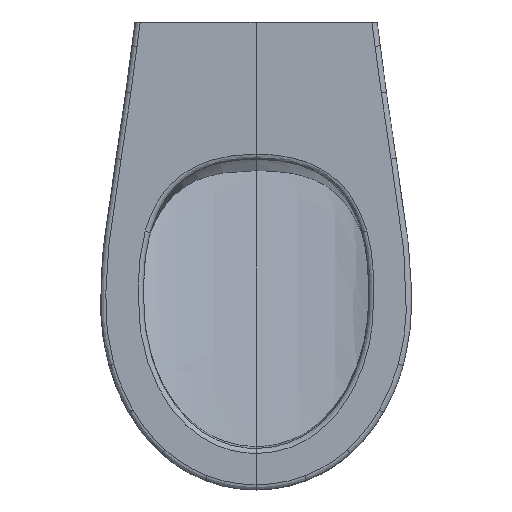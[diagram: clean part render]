
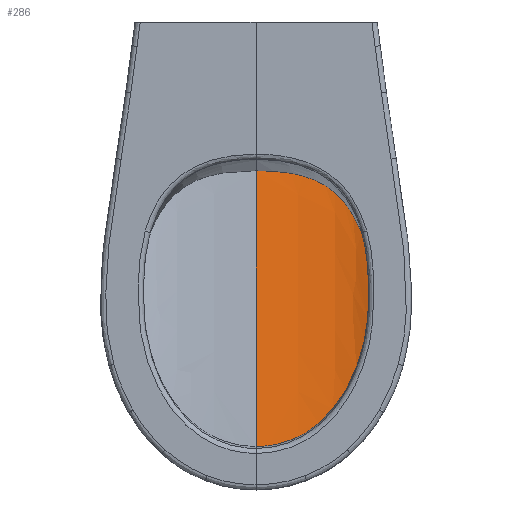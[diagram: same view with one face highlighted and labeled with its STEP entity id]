
A CAD part, top view. The second image highlights one B-rep face of the part: STEP entity #286.
In plain terms, the highlighted face is a extrusion surface.
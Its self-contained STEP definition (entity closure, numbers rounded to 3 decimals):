
#43=SURFACE_OF_LINEAR_EXTRUSION('',#2524,#45);
#45=VECTOR('',#2540,1.);
#286=ADVANCED_FACE('',(#535),#43,.F.);
#535=FACE_OUTER_BOUND('',#678,.T.);
#678=EDGE_LOOP('',(#1484,#1485,#1486,#1487));
#1484=ORIENTED_EDGE('',*,*,#2176,.F.);
#1485=ORIENTED_EDGE('',*,*,#2177,.T.);
#1486=ORIENTED_EDGE('',*,*,#1983,.T.);
#1487=ORIENTED_EDGE('',*,*,#2178,.F.);
#1647=VERTEX_POINT('',#21344);
#1648=VERTEX_POINT('',#21347);
#1769=VERTEX_POINT('',#40798);
#1770=VERTEX_POINT('',#40799);
#1983=EDGE_CURVE('',#1648,#1647,#2360,.T.);
#2176=EDGE_CURVE('',#1769,#1770,#2521,.T.);
#2177=EDGE_CURVE('',#1769,#1648,#2522,.T.);
#2178=EDGE_CURVE('',#1770,#1647,#2523,.T.);
#2360=B_SPLINE_CURVE_WITH_KNOTS('',1,(#21345,#21346),.UNSPECIFIED.,.F.,
 .F.,(2,2),(0.,1.),.UNSPECIFIED.);
#2521=B_SPLINE_CURVE_WITH_KNOTS('',3,(#40766,#40767,#40768,#40769,#40770,
#40771,#40772,#40773,#40774,#40775,#40776,#40777,#40778,#40779,#40780,#40781,
#40782,#40783,#40784,#40785,#40786,#40787,#40788,#40789,#40790,#40791,#40792,
#40793,#40794,#40795,#40796,#40797),.UNSPECIFIED.,.F.,.F.,(4,2,2,2,2,2,
2,2,2,2,2,2,2,2,2,4),(0.,0.062,0.125,0.188,0.25,0.313,0.375,
0.438,0.5,0.563,0.625,0.75,0.813,0.875,0.938,1.),.UNSPECIFIED.);
#2522=B_SPLINE_CURVE_WITH_KNOTS('',3,(#40800,#40801,#40802,#40803,#40804,
#40805,#40806,#40807,#40808,#40809,#40810,#40811,#40812),.UNSPECIFIED.,
 .F.,.F.,(4,1,1,1,1,1,1,1,1,1,4),(0.,0.063,0.125,0.25,0.375,0.5,0.625,
0.75,0.875,0.938,1.),.UNSPECIFIED.);
#2523=B_SPLINE_CURVE_WITH_KNOTS('',3,(#40813,#40814,#40815,#40816),
 .UNSPECIFIED.,.F.,.F.,(4,4),(0.,1.),.UNSPECIFIED.);
#2524=B_SPLINE_CURVE_WITH_KNOTS('',3,(#40817,#40818,#40819,#40820,#40821,
#40822,#40823,#40824,#40825,#40826,#40827,#40828,#40829,#40830,#40831,#40832,
#40833,#40834,#40835,#40836,#40837,#40838,#40839),.UNSPECIFIED.,.F.,.F.,
(4,1,1,1,1,1,1,1,1,1,1,3,3,3,4),(0.,0.035,0.071,
0.142,0.212,0.283,0.354,
0.425,0.496,0.531,0.567,
0.644,0.943,0.99,1.),.UNSPECIFIED.);
#2540=DIRECTION('',(0.,-0.986,0.166));
#21344=CARTESIAN_POINT('',(0.,-489.889,-12.321));
#21345=CARTESIAN_POINT('',(0.001,-171.485,-65.796));
#21346=CARTESIAN_POINT('',(0.,-489.889,-12.321));
#21347=CARTESIAN_POINT('',(0.,-171.485,-65.796));
#40766=CARTESIAN_POINT('',(121.901,-243.35,-41.841));
#40767=CARTESIAN_POINT('',(124.215,-249.286,-39.888));
#40768=CARTESIAN_POINT('',(125.441,-255.493,-38.255));
#40769=CARTESIAN_POINT('',(127.437,-268.047,-35.203));
#40770=CARTESIAN_POINT('',(128.154,-274.404,-33.79));
#40771=CARTESIAN_POINT('',(129.277,-287.193,-31.107));
#40772=CARTESIAN_POINT('',(129.658,-293.616,-29.844));
#40773=CARTESIAN_POINT('',(130.021,-306.446,-27.515));
#40774=CARTESIAN_POINT('',(129.994,-312.866,-26.449));
#40775=CARTESIAN_POINT('',(129.735,-325.711,-24.418));
#40776=CARTESIAN_POINT('',(129.634,-332.132,-23.384));
#40777=CARTESIAN_POINT('',(128.661,-344.992,-21.695));
#40778=CARTESIAN_POINT('',(127.888,-351.427,-20.986));
#40779=CARTESIAN_POINT('',(125.755,-364.312,-19.83));
#40780=CARTESIAN_POINT('',(124.385,-370.791,-19.385));
#40781=CARTESIAN_POINT('',(121.064,-383.483,-18.667));
#40782=CARTESIAN_POINT('',(119.111,-389.722,-18.386));
#40783=CARTESIAN_POINT('',(114.612,-401.967,-17.867));
#40784=CARTESIAN_POINT('',(112.068,-407.977,-17.626));
#40785=CARTESIAN_POINT('',(106.323,-419.734,-17.131));
#40786=CARTESIAN_POINT('',(103.1,-425.517,-16.875));
#40787=CARTESIAN_POINT('',(92.435,-442.18,-16.068));
#40788=CARTESIAN_POINT('',(84.15,-452.287,-15.468));
#40789=CARTESIAN_POINT('',(69.416,-465.524,-14.526));
#40790=CARTESIAN_POINT('',(64.143,-469.563,-14.21));
#40791=CARTESIAN_POINT('',(53.087,-476.584,-13.626));
#40792=CARTESIAN_POINT('',(47.257,-479.6,-13.355));
#40793=CARTESIAN_POINT('',(34.959,-484.551,-12.886));
#40794=CARTESIAN_POINT('',(28.616,-486.421,-12.696));
#40795=CARTESIAN_POINT('',(15.773,-489.009,-12.422));
#40796=CARTESIAN_POINT('',(9.24,-489.732,-12.338));
#40797=CARTESIAN_POINT('',(2.597,-489.897,-12.318));
#40798=CARTESIAN_POINT('',(121.901,-243.35,-41.841));
#40799=CARTESIAN_POINT('',(2.597,-489.897,-12.318));
#40800=CARTESIAN_POINT('',(121.901,-243.35,-41.841));
#40801=CARTESIAN_POINT('',(120.768,-240.464,-42.794));
#40802=CARTESIAN_POINT('',(118.356,-234.745,-44.693));
#40803=CARTESIAN_POINT('',(112.848,-223.598,-48.412));
#40804=CARTESIAN_POINT('',(104.502,-210.353,-52.83));
#40805=CARTESIAN_POINT('',(91.607,-196.394,-57.487));
#40806=CARTESIAN_POINT('',(75.778,-185.445,-61.139));
#40807=CARTESIAN_POINT('',(57.83,-178.062,-63.602));
#40808=CARTESIAN_POINT('',(38.836,-173.803,-65.023));
#40809=CARTESIAN_POINT('',(22.693,-172.139,-65.578));
#40810=CARTESIAN_POINT('',(9.732,-171.566,-65.769));
#40811=CARTESIAN_POINT('',(3.244,-171.485,-65.796));
#40812=CARTESIAN_POINT('',(0.001,-171.485,-65.796));
#40813=CARTESIAN_POINT('',(2.597,-489.897,-12.318));
#40814=CARTESIAN_POINT('',(1.732,-489.916,-12.327));
#40815=CARTESIAN_POINT('',(0.866,-489.889,-12.321));
#40816=CARTESIAN_POINT('',(0.,-489.889,-12.321));
#40817=CARTESIAN_POINT('',(0.001,-171.485,-65.796));
#40818=CARTESIAN_POINT('',(3.244,-171.485,-65.796));
#40819=CARTESIAN_POINT('',(9.732,-171.566,-65.769));
#40820=CARTESIAN_POINT('',(22.693,-172.139,-65.578));
#40821=CARTESIAN_POINT('',(38.836,-173.803,-65.023));
#40822=CARTESIAN_POINT('',(57.83,-178.062,-63.602));
#40823=CARTESIAN_POINT('',(75.778,-185.445,-61.139));
#40824=CARTESIAN_POINT('',(91.607,-196.394,-57.487));
#40825=CARTESIAN_POINT('',(104.502,-210.353,-52.83));
#40826=CARTESIAN_POINT('',(112.848,-223.598,-48.412));
#40827=CARTESIAN_POINT('',(118.356,-234.745,-44.693));
#40828=CARTESIAN_POINT('',(123.388,-246.674,-40.732));
#40829=CARTESIAN_POINT('',(126.474,-256.011,-37.685));
#40830=CARTESIAN_POINT('',(128.588,-262.405,-35.599));
#40831=CARTESIAN_POINT('',(136.816,-287.295,-27.476));
#40832=CARTESIAN_POINT('',(145.045,-312.186,-19.353));
#40833=CARTESIAN_POINT('',(153.273,-337.077,-11.23));
#40834=CARTESIAN_POINT('',(154.569,-340.996,-9.952));
#40835=CARTESIAN_POINT('',(155.864,-344.915,-8.673));
#40836=CARTESIAN_POINT('',(157.16,-348.834,-7.394));
#40837=CARTESIAN_POINT('',(157.432,-349.657,-7.125));
#40838=CARTESIAN_POINT('',(157.704,-350.48,-6.857));
#40839=CARTESIAN_POINT('',(157.976,-351.303,-6.588));
